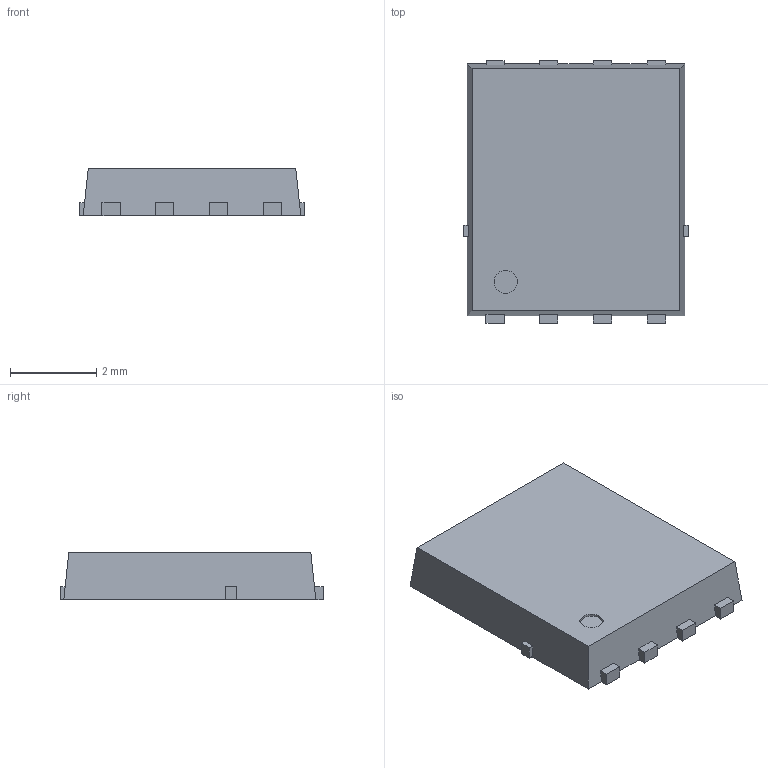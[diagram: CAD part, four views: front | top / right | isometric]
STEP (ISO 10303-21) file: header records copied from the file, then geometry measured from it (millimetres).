
FILE_DESCRIPTION(/* description */ ('Unknown'),/* implementation_level */ '2;1');
FILE_NAME(/* name */ 'BSC016N06NSATMA1',/* time_stamp */ '2024-02-15T12:09:08+02:00',/* author */ ('Unknown'),/* organization */ ('Unknown'),/* preprocessor_version */ 'ST-DEVELOPER v18.102',/* originating_system */ 'Solid Edge',/* authorisation */ 'Unknown');
FILE_SCHEMA (('AUTOMOTIVE_DESIGN {1 0 10303 214 3 1 1}'));
Length unit declared in the file: millimetre
Products named in the file (1): BSC016N06NSATMA1
Bounding box: 5.21 x 6.09 x 1.11 mm (x, y, z)
Volume: 31.5 mm3; surface area: 82.5 mm2
Topology: 1 solids, 1 shells, 105 faces, 306 edges, 204 vertices
Faces by surface type: plane 102, cylinder 3
Full cylindrical faces by diameter (mm): 0.537 x1
Entity records: 4161 total; most frequent: CARTESIAN_POINT 615, ORIENTED_EDGE 610, DIRECTION 523, EDGE_CURVE 305, LINE 299, VECTOR 299, VERTEX_POINT 204, AXIS2_PLACEMENT_3D 112
